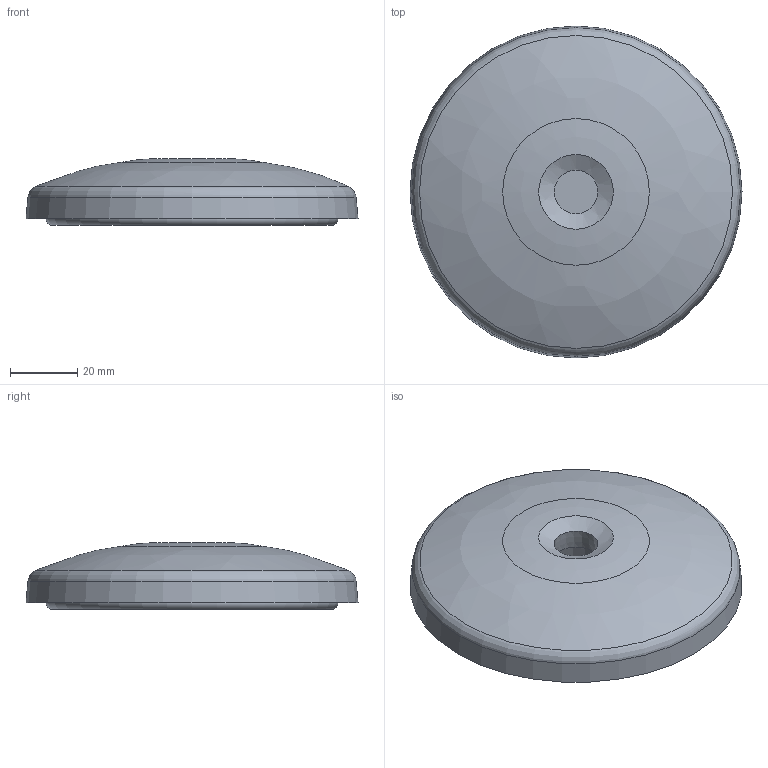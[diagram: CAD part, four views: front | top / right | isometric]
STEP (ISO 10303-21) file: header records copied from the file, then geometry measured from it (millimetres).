
FILE_DESCRIPTION(/* description */ ('Teller 100 mit Anti-Slip-Platte'),/* implementation_level */ '2;1');
FILE_NAME(/* name */ '203600407 Teller 100 mit Anti-Slip-Platte.stp',/* time_stamp */ '2020-02-13T13:52:30+01:00',/* author */ ('wheldmann'),/* organization */ (''),/* preprocessor_version */ 'ST-DEVELOPER v17.2',/* originating_system */ 'Autodesk Inventor 2019',/* authorisation */ '');
FILE_SCHEMA (('AUTOMOTIVE_DESIGN { 1 0 10303 214 3 1 1 }'));
Length unit declared in the file: millimetre
Products named in the file (1): 203600407
Bounding box: 99 x 99 x 19.94 mm (x, y, z)
Volume: 109658.7 mm3; surface area: 24762.3 mm2
Topology: 1 solids, 1 shells, 29 faces, 80 edges, 59 vertices
Faces by surface type: plane 9, cylinder 7, torus 6, cone 4, bspline 2, sphere 1
Full cylindrical faces by diameter (mm): 16 x1, 27 x1, 30 x1, 31 x1, 40 x1, 87 x1, 88 x1
Entity records: 1086 total; most frequent: CARTESIAN_POINT 221, DIRECTION 203, ORIENTED_EDGE 160, AXIS2_PLACEMENT_3D 95, EDGE_CURVE 80, CIRCLE 67, VERTEX_POINT 59, EDGE_LOOP 37
